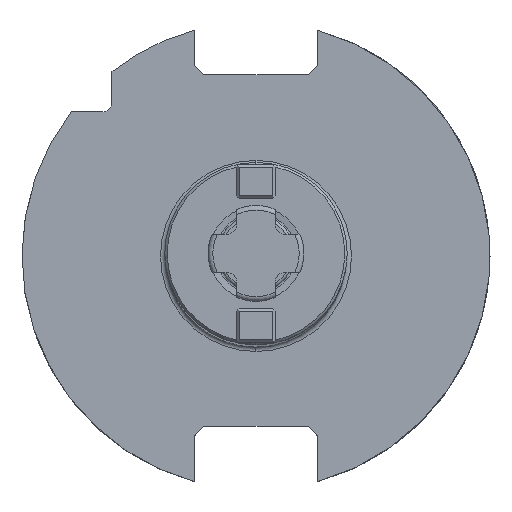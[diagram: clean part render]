
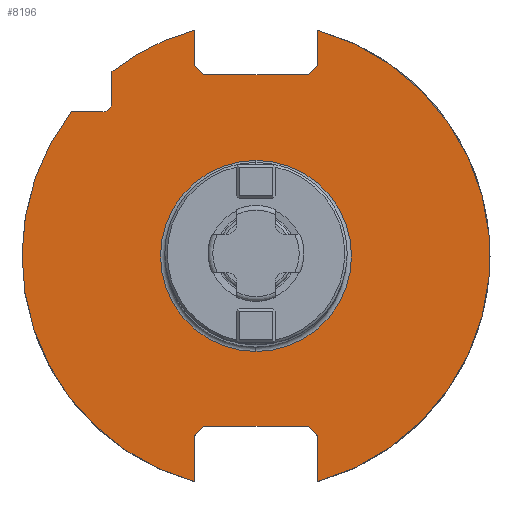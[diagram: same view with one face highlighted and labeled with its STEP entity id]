
A CAD part, top view. The second image highlights one B-rep face of the part: STEP entity #8196.
In plain terms, the highlighted planar face has unit normal (0, 0, 1).
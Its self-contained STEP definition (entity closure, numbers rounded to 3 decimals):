
#1519=CARTESIAN_POINT('',(0.,0.,19.1));
#1520=DIRECTION('',(0.,0.,1.));
#1521=DIRECTION('',(0.,-1.,0.));
#1522=AXIS2_PLACEMENT_3D('',#1519,#1520,#1521);
#1543=DIRECTION('',(0.,1.,0.));
#1544=VECTOR('',#1543,9.526);
#1545=CARTESIAN_POINT('',(12.85,-47.026,19.1));
#1546=LINE('',#1545,#1544);
#1550=DIRECTION('',(-0.707,0.707,0.));
#1551=VECTOR('',#1550,2.828);
#1552=CARTESIAN_POINT('',(12.85,-37.5,19.1));
#1553=LINE('',#1552,#1551);
#1557=DIRECTION('',(-1.,0.,0.));
#1558=VECTOR('',#1557,21.7);
#1559=CARTESIAN_POINT('',(10.85,-35.5,19.1));
#1560=LINE('',#1559,#1558);
#1564=DIRECTION('',(-0.707,-0.707,0.));
#1565=VECTOR('',#1564,2.828);
#1566=CARTESIAN_POINT('',(-10.85,-35.5,19.1));
#1567=LINE('',#1566,#1565);
#1571=DIRECTION('',(0.,-1.,0.));
#1572=VECTOR('',#1571,9.526);
#1573=CARTESIAN_POINT('',(-12.85,-37.5,19.1));
#1574=LINE('',#1573,#1572);
#1578=DIRECTION('',(1.,0.,0.));
#1579=VECTOR('',#1578,6.426);
#1580=CARTESIAN_POINT('',(-38.426,30.,19.1));
#1581=LINE('',#1580,#1579);
#1585=DIRECTION('',(0.,1.,0.));
#1586=VECTOR('',#1585,6.426);
#1587=CARTESIAN_POINT('',(-30.,32.,19.1));
#1588=LINE('',#1587,#1586);
#1592=DIRECTION('',(0.,-1.,0.));
#1593=VECTOR('',#1592,7.326);
#1594=CARTESIAN_POINT('',(-12.85,47.026,19.1));
#1595=LINE('',#1594,#1593);
#1599=DIRECTION('',(0.707,-0.707,0.));
#1600=VECTOR('',#1599,2.828);
#1601=CARTESIAN_POINT('',(-12.85,39.7,19.1));
#1602=LINE('',#1601,#1600);
#1606=DIRECTION('',(1.,0.,0.));
#1607=VECTOR('',#1606,21.7);
#1608=CARTESIAN_POINT('',(-10.85,37.7,19.1));
#1609=LINE('',#1608,#1607);
#1613=DIRECTION('',(0.707,0.707,0.));
#1614=VECTOR('',#1613,2.828);
#1615=CARTESIAN_POINT('',(10.85,37.7,19.1));
#1616=LINE('',#1615,#1614);
#1620=DIRECTION('',(0.,-1.,0.));
#1621=VECTOR('',#1620,7.326);
#1622=CARTESIAN_POINT('',(12.85,47.026,19.1));
#1623=LINE('',#1622,#1621);
#1627=CARTESIAN_POINT('',(0.,0.,19.1));
#1628=DIRECTION('',(0.,0.,1.));
#1629=DIRECTION('',(0.,1.,0.));
#1630=AXIS2_PLACEMENT_3D('',#1627,#1628,#1629);
#1914=CARTESIAN_POINT('',(0.,0.,19.1));
#1915=DIRECTION('',(0.,0.,1.));
#1916=DIRECTION('',(-0.264,0.965,0.));
#1917=AXIS2_PLACEMENT_3D('',#1914,#1915,#1916);
#1950=CARTESIAN_POINT('',(0.,0.,19.1));
#1951=DIRECTION('',(0.,0.,1.));
#1952=DIRECTION('',(0.264,-0.965,0.));
#1953=AXIS2_PLACEMENT_3D('',#1950,#1951,#1952);
#2020=CARTESIAN_POINT('',(0.,0.,19.1));
#2021=DIRECTION('',(0.,0.,1.));
#2022=DIRECTION('',(-0.788,0.615,0.));
#2023=AXIS2_PLACEMENT_3D('',#2020,#2021,#2022);
#3320=CARTESIAN_POINT('',(-32.,32.,19.1));
#3321=DIRECTION('',(0.,0.,-1.));
#3322=DIRECTION('',(1.,0.,0.));
#3323=AXIS2_PLACEMENT_3D('',#3320,#3321,#3322);
#6463=CARTESIAN_POINT('',(-30.,32.,19.1));
#6464=CARTESIAN_POINT('',(-32.,30.,19.1));
#6465=VERTEX_POINT('',#6463);
#6466=VERTEX_POINT('',#6464);
#6492=CARTESIAN_POINT('',(10.85,37.7,19.1));
#6494=VERTEX_POINT('',#6492);
#6496=CARTESIAN_POINT('',(12.85,39.7,19.1));
#6498=VERTEX_POINT('',#6496);
#6499=CARTESIAN_POINT('',(-10.85,37.7,19.1));
#6501=VERTEX_POINT('',#6499);
#6503=CARTESIAN_POINT('',(-12.85,39.7,19.1));
#6505=VERTEX_POINT('',#6503);
#6508=CARTESIAN_POINT('',(12.85,-37.5,19.1));
#6510=VERTEX_POINT('',#6508);
#6512=CARTESIAN_POINT('',(10.85,-35.5,19.1));
#6514=VERTEX_POINT('',#6512);
#6515=CARTESIAN_POINT('',(-12.85,-37.5,19.1));
#6517=VERTEX_POINT('',#6515);
#6519=CARTESIAN_POINT('',(-10.85,-35.5,19.1));
#6521=VERTEX_POINT('',#6519);
#6583=CARTESIAN_POINT('',(0.,19.9,19.1));
#6584=CARTESIAN_POINT('',(0.,-19.9,19.1));
#6585=VERTEX_POINT('',#6583);
#6586=VERTEX_POINT('',#6584);
#6591=CARTESIAN_POINT('',(-38.426,30.,19.1));
#6592=VERTEX_POINT('',#6591);
#6593=CARTESIAN_POINT('',(-30.,38.426,19.1));
#6594=VERTEX_POINT('',#6593);
#6621=CARTESIAN_POINT('',(12.85,47.026,19.1));
#6622=VERTEX_POINT('',#6621);
#6623=CARTESIAN_POINT('',(-12.85,47.026,19.1));
#6624=VERTEX_POINT('',#6623);
#6655=CARTESIAN_POINT('',(12.85,-47.026,19.1));
#6656=VERTEX_POINT('',#6655);
#6657=CARTESIAN_POINT('',(-12.85,-47.026,19.1));
#6658=VERTEX_POINT('',#6657);
#8152=CARTESIAN_POINT('',(0.,0.,19.1));
#8153=DIRECTION('',(0.,0.,1.));
#8154=DIRECTION('',(0.,1.,0.));
#8155=AXIS2_PLACEMENT_3D('',#8152,#8153,#8154);
#8156=PLANE('',#8155);
#8158=ORIENTED_EDGE('',*,*,#8157,.T.);
#8160=ORIENTED_EDGE('',*,*,#8159,.T.);
#8162=ORIENTED_EDGE('',*,*,#8161,.T.);
#8164=ORIENTED_EDGE('',*,*,#8163,.T.);
#8166=ORIENTED_EDGE('',*,*,#8165,.T.);
#8168=ORIENTED_EDGE('',*,*,#8167,.F.);
#8170=ORIENTED_EDGE('',*,*,#8169,.T.);
#8172=ORIENTED_EDGE('',*,*,#8171,.F.);
#8174=ORIENTED_EDGE('',*,*,#8173,.T.);
#8176=ORIENTED_EDGE('',*,*,#8175,.F.);
#8178=ORIENTED_EDGE('',*,*,#8177,.T.);
#8180=ORIENTED_EDGE('',*,*,#8179,.T.);
#8182=ORIENTED_EDGE('',*,*,#8181,.T.);
#8184=ORIENTED_EDGE('',*,*,#8183,.T.);
#8186=ORIENTED_EDGE('',*,*,#8185,.F.);
#8188=ORIENTED_EDGE('',*,*,#8187,.F.);
#8189=EDGE_LOOP('',(#8158,#8160,#8162,#8164,#8166,#8168,#8170,#8172,#8174,#8176,
#8178,#8180,#8182,#8184,#8186,#8188));
#8190=FACE_OUTER_BOUND('',#8189,.F.);
#8192=ORIENTED_EDGE('',*,*,#8191,.T.);
#8193=ORIENTED_EDGE('',*,*,#8142,.T.);
#8194=EDGE_LOOP('',(#8192,#8193));
#8195=FACE_BOUND('',#8194,.F.);
#1523=CIRCLE('',#1522,19.9);
#1631=CIRCLE('',#1630,19.9);
#1918=CIRCLE('',#1917,48.75);
#1954=CIRCLE('',#1953,48.75);
#2024=CIRCLE('',#2023,48.75);
#3324=CIRCLE('',#3323,2.);
#8142=EDGE_CURVE('',#6586,#6585,#1523,.T.);
#8157=EDGE_CURVE('',#6656,#6510,#1546,.T.);
#8159=EDGE_CURVE('',#6510,#6514,#1553,.T.);
#8161=EDGE_CURVE('',#6514,#6521,#1560,.T.);
#8163=EDGE_CURVE('',#6521,#6517,#1567,.T.);
#8165=EDGE_CURVE('',#6517,#6658,#1574,.T.);
#8167=EDGE_CURVE('',#6592,#6658,#2024,.T.);
#8169=EDGE_CURVE('',#6592,#6466,#1581,.T.);
#8171=EDGE_CURVE('',#6465,#6466,#3324,.T.);
#8173=EDGE_CURVE('',#6465,#6594,#1588,.T.);
#8175=EDGE_CURVE('',#6624,#6594,#1918,.T.);
#8177=EDGE_CURVE('',#6624,#6505,#1595,.T.);
#8179=EDGE_CURVE('',#6505,#6501,#1602,.T.);
#8181=EDGE_CURVE('',#6501,#6494,#1609,.T.);
#8183=EDGE_CURVE('',#6494,#6498,#1616,.T.);
#8185=EDGE_CURVE('',#6622,#6498,#1623,.T.);
#8187=EDGE_CURVE('',#6656,#6622,#1954,.T.);
#8191=EDGE_CURVE('',#6585,#6586,#1631,.T.);
#8196=ADVANCED_FACE('',(#8190,#8195),#8156,.T.);
